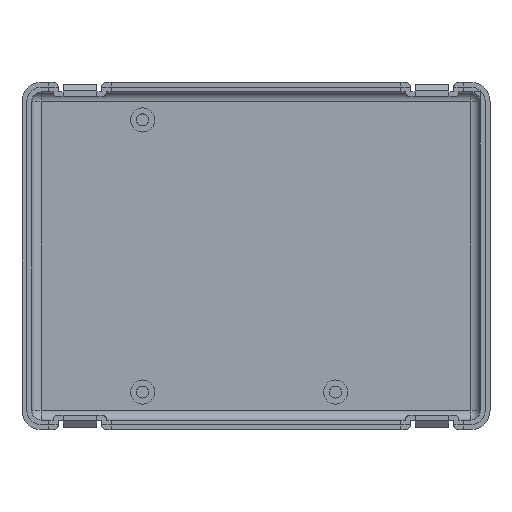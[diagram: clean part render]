
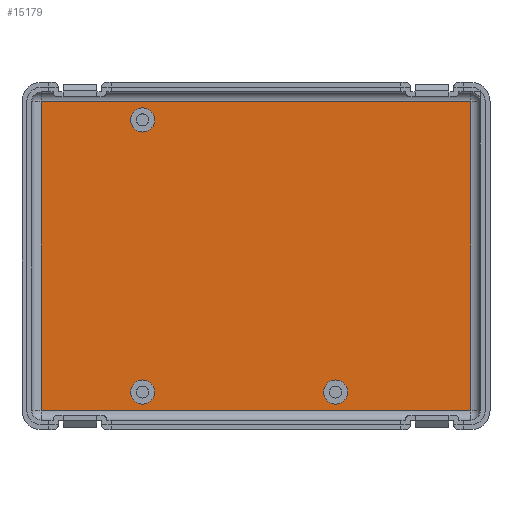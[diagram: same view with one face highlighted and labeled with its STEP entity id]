
A CAD part, top view. The second image highlights one B-rep face of the part: STEP entity #15179.
In plain terms, the highlighted planar face has unit normal (0, 0, 1).
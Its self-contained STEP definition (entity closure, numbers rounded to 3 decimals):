
#9589 = CYLINDRICAL_SURFACE('',#9590,2.);
#9590 = AXIS2_PLACEMENT_3D('',#9591,#9592,#9593);
#9591 = CARTESIAN_POINT('',(-46.5,32.,-3.6));
#9592 = DIRECTION('',(1.,0.,0.));
#9593 = DIRECTION('',(0.,1.,0.));
#10019 = CYLINDRICAL_SURFACE('',#10020,2.);
#10020 = AXIS2_PLACEMENT_3D('',#10021,#10022,#10023);
#10021 = CARTESIAN_POINT('',(-44.5,34.,-3.6));
#10022 = DIRECTION('',(0.,-1.,0.));
#10023 = DIRECTION('',(-1.,0.,0.));
#10130 = CYLINDRICAL_SURFACE('',#10131,2.);
#10131 = AXIS2_PLACEMENT_3D('',#10132,#10133,#10134);
#10132 = CARTESIAN_POINT('',(-46.5,-32.,-3.6));
#10133 = DIRECTION('',(1.,0.,0.));
#10134 = DIRECTION('',(0.,-1.,0.));
#12893 = VERTEX_POINT('',#12894);
#12894 = CARTESIAN_POINT('',(-44.5,32.,-5.6));
#12914 = EDGE_CURVE('',#12893,#12915,#12917,.T.);
#12915 = VERTEX_POINT('',#12916);
#12916 = CARTESIAN_POINT('',(44.5,32.,-5.6));
#12917 = SURFACE_CURVE('',#12918,(#12922,#12929),.PCURVE_S1.);
#12918 = LINE('',#12919,#12920);
#12919 = CARTESIAN_POINT('',(-46.5,32.,-5.6));
#12920 = VECTOR('',#12921,1.);
#12921 = DIRECTION('',(1.,0.,0.));
#12922 = PCURVE('',#9589,#12923);
#12923 = DEFINITIONAL_REPRESENTATION('',(#12924),#12928);
#12924 = LINE('',#12925,#12926);
#12925 = CARTESIAN_POINT('',(-1.571,0.));
#12926 = VECTOR('',#12927,1.);
#12927 = DIRECTION('',(-0.,1.));
#12928 = ( GEOMETRIC_REPRESENTATION_CONTEXT(2) 
PARAMETRIC_REPRESENTATION_CONTEXT() REPRESENTATION_CONTEXT('2D SPACE',''
  ) );
#12929 = PCURVE('',#12930,#12935);
#12930 = PLANE('',#12931);
#12931 = AXIS2_PLACEMENT_3D('',#12932,#12933,#12934);
#12932 = CARTESIAN_POINT('',(-46.5,34.,-5.6));
#12933 = DIRECTION('',(0.,0.,1.));
#12934 = DIRECTION('',(0.,-1.,0.));
#12935 = DEFINITIONAL_REPRESENTATION('',(#12936),#12940);
#12936 = LINE('',#12937,#12938);
#12937 = CARTESIAN_POINT('',(2.,0.));
#12938 = VECTOR('',#12939,1.);
#12939 = DIRECTION('',(0.,1.));
#12940 = ( GEOMETRIC_REPRESENTATION_CONTEXT(2) 
PARAMETRIC_REPRESENTATION_CONTEXT() REPRESENTATION_CONTEXT('2D SPACE',''
  ) );
#13055 = EDGE_CURVE('',#12893,#13056,#13058,.T.);
#13056 = VERTEX_POINT('',#13057);
#13057 = CARTESIAN_POINT('',(-44.5,-32.,-5.6));
#13058 = SURFACE_CURVE('',#13059,(#13063,#13070),.PCURVE_S1.);
#13059 = LINE('',#13060,#13061);
#13060 = CARTESIAN_POINT('',(-44.5,34.,-5.6));
#13061 = VECTOR('',#13062,1.);
#13062 = DIRECTION('',(0.,-1.,0.));
#13063 = PCURVE('',#10019,#13064);
#13064 = DEFINITIONAL_REPRESENTATION('',(#13065),#13069);
#13065 = LINE('',#13066,#13067);
#13066 = CARTESIAN_POINT('',(1.571,0.));
#13067 = VECTOR('',#13068,1.);
#13068 = DIRECTION('',(0.,1.));
#13069 = ( GEOMETRIC_REPRESENTATION_CONTEXT(2) 
PARAMETRIC_REPRESENTATION_CONTEXT() REPRESENTATION_CONTEXT('2D SPACE',''
  ) );
#13070 = PCURVE('',#12930,#13071);
#13071 = DEFINITIONAL_REPRESENTATION('',(#13072),#13076);
#13072 = LINE('',#13073,#13074);
#13073 = CARTESIAN_POINT('',(0.,2.));
#13074 = VECTOR('',#13075,1.);
#13075 = DIRECTION('',(1.,0.));
#13076 = ( GEOMETRIC_REPRESENTATION_CONTEXT(2) 
PARAMETRIC_REPRESENTATION_CONTEXT() REPRESENTATION_CONTEXT('2D SPACE',''
  ) );
#13128 = EDGE_CURVE('',#13056,#13129,#13131,.T.);
#13129 = VERTEX_POINT('',#13130);
#13130 = CARTESIAN_POINT('',(44.5,-32.,-5.6));
#13131 = SURFACE_CURVE('',#13132,(#13136,#13143),.PCURVE_S1.);
#13132 = LINE('',#13133,#13134);
#13133 = CARTESIAN_POINT('',(-46.5,-32.,-5.6));
#13134 = VECTOR('',#13135,1.);
#13135 = DIRECTION('',(1.,0.,0.));
#13136 = PCURVE('',#10130,#13137);
#13137 = DEFINITIONAL_REPRESENTATION('',(#13138),#13142);
#13138 = LINE('',#13139,#13140);
#13139 = CARTESIAN_POINT('',(1.571,0.));
#13140 = VECTOR('',#13141,1.);
#13141 = DIRECTION('',(0.,1.));
#13142 = ( GEOMETRIC_REPRESENTATION_CONTEXT(2) 
PARAMETRIC_REPRESENTATION_CONTEXT() REPRESENTATION_CONTEXT('2D SPACE',''
  ) );
#13143 = PCURVE('',#12930,#13144);
#13144 = DEFINITIONAL_REPRESENTATION('',(#13145),#13149);
#13145 = LINE('',#13146,#13147);
#13146 = CARTESIAN_POINT('',(66.,0.));
#13147 = VECTOR('',#13148,1.);
#13148 = DIRECTION('',(0.,1.));
#13149 = ( GEOMETRIC_REPRESENTATION_CONTEXT(2) 
PARAMETRIC_REPRESENTATION_CONTEXT() REPRESENTATION_CONTEXT('2D SPACE',''
  ) );
#15147 = CYLINDRICAL_SURFACE('',#15148,2.);
#15148 = AXIS2_PLACEMENT_3D('',#15149,#15150,#15151);
#15149 = CARTESIAN_POINT('',(44.5,34.,-3.6));
#15150 = DIRECTION('',(0.,-1.,0.));
#15151 = DIRECTION('',(1.,0.,0.));
#15179 = ADVANCED_FACE('',(#15180,#15206,#15237,#15268),#12930,.T.);
#15180 = FACE_BOUND('',#15181,.T.);
#15181 = EDGE_LOOP('',(#15182,#15183,#15184,#15185));
#15182 = ORIENTED_EDGE('',*,*,#12914,.F.);
#15183 = ORIENTED_EDGE('',*,*,#13055,.T.);
#15184 = ORIENTED_EDGE('',*,*,#13128,.T.);
#15185 = ORIENTED_EDGE('',*,*,#15186,.F.);
#15186 = EDGE_CURVE('',#12915,#13129,#15187,.T.);
#15187 = SURFACE_CURVE('',#15188,(#15192,#15199),.PCURVE_S1.);
#15188 = LINE('',#15189,#15190);
#15189 = CARTESIAN_POINT('',(44.5,34.,-5.6));
#15190 = VECTOR('',#15191,1.);
#15191 = DIRECTION('',(0.,-1.,0.));
#15192 = PCURVE('',#12930,#15193);
#15193 = DEFINITIONAL_REPRESENTATION('',(#15194),#15198);
#15194 = LINE('',#15195,#15196);
#15195 = CARTESIAN_POINT('',(0.,91.));
#15196 = VECTOR('',#15197,1.);
#15197 = DIRECTION('',(1.,0.));
#15198 = ( GEOMETRIC_REPRESENTATION_CONTEXT(2) 
PARAMETRIC_REPRESENTATION_CONTEXT() REPRESENTATION_CONTEXT('2D SPACE',''
  ) );
#15199 = PCURVE('',#15147,#15200);
#15200 = DEFINITIONAL_REPRESENTATION('',(#15201),#15205);
#15201 = LINE('',#15202,#15203);
#15202 = CARTESIAN_POINT('',(-1.571,0.));
#15203 = VECTOR('',#15204,1.);
#15204 = DIRECTION('',(-0.,1.));
#15205 = ( GEOMETRIC_REPRESENTATION_CONTEXT(2) 
PARAMETRIC_REPRESENTATION_CONTEXT() REPRESENTATION_CONTEXT('2D SPACE',''
  ) );
#15206 = FACE_BOUND('',#15207,.T.);
#15207 = EDGE_LOOP('',(#15208));
#15208 = ORIENTED_EDGE('',*,*,#15209,.F.);
#15209 = EDGE_CURVE('',#15210,#15210,#15212,.T.);
#15210 = VERTEX_POINT('',#15211);
#15211 = CARTESIAN_POINT('',(-23.5,25.7,-5.6));
#15212 = SURFACE_CURVE('',#15213,(#15218,#15225),.PCURVE_S1.);
#15213 = CIRCLE('',#15214,2.5);
#15214 = AXIS2_PLACEMENT_3D('',#15215,#15216,#15217);
#15215 = CARTESIAN_POINT('',(-23.5,28.2,-5.6));
#15216 = DIRECTION('',(0.,0.,1.));
#15217 = DIRECTION('',(0.,-1.,0.));
#15218 = PCURVE('',#12930,#15219);
#15219 = DEFINITIONAL_REPRESENTATION('',(#15220),#15224);
#15220 = CIRCLE('',#15221,2.5);
#15221 = AXIS2_PLACEMENT_2D('',#15222,#15223);
#15222 = CARTESIAN_POINT('',(5.8,23.));
#15223 = DIRECTION('',(1.,0.));
#15224 = ( GEOMETRIC_REPRESENTATION_CONTEXT(2) 
PARAMETRIC_REPRESENTATION_CONTEXT() REPRESENTATION_CONTEXT('2D SPACE',''
  ) );
#15225 = PCURVE('',#15226,#15231);
#15226 = CYLINDRICAL_SURFACE('',#15227,2.5);
#15227 = AXIS2_PLACEMENT_3D('',#15228,#15229,#15230);
#15228 = CARTESIAN_POINT('',(-23.5,28.2,-5.6));
#15229 = DIRECTION('',(0.,0.,1.));
#15230 = DIRECTION('',(0.,-1.,0.));
#15231 = DEFINITIONAL_REPRESENTATION('',(#15232),#15236);
#15232 = LINE('',#15233,#15234);
#15233 = CARTESIAN_POINT('',(0.,0.));
#15234 = VECTOR('',#15235,1.);
#15235 = DIRECTION('',(1.,0.));
#15236 = ( GEOMETRIC_REPRESENTATION_CONTEXT(2) 
PARAMETRIC_REPRESENTATION_CONTEXT() REPRESENTATION_CONTEXT('2D SPACE',''
  ) );
#15237 = FACE_BOUND('',#15238,.T.);
#15238 = EDGE_LOOP('',(#15239));
#15239 = ORIENTED_EDGE('',*,*,#15240,.F.);
#15240 = EDGE_CURVE('',#15241,#15241,#15243,.T.);
#15241 = VERTEX_POINT('',#15242);
#15242 = CARTESIAN_POINT('',(-23.5,-30.7,-5.6));
#15243 = SURFACE_CURVE('',#15244,(#15249,#15256),.PCURVE_S1.);
#15244 = CIRCLE('',#15245,2.5);
#15245 = AXIS2_PLACEMENT_3D('',#15246,#15247,#15248);
#15246 = CARTESIAN_POINT('',(-23.5,-28.2,-5.6));
#15247 = DIRECTION('',(0.,0.,1.));
#15248 = DIRECTION('',(0.,-1.,0.));
#15249 = PCURVE('',#12930,#15250);
#15250 = DEFINITIONAL_REPRESENTATION('',(#15251),#15255);
#15251 = CIRCLE('',#15252,2.5);
#15252 = AXIS2_PLACEMENT_2D('',#15253,#15254);
#15253 = CARTESIAN_POINT('',(62.2,23.));
#15254 = DIRECTION('',(1.,0.));
#15255 = ( GEOMETRIC_REPRESENTATION_CONTEXT(2) 
PARAMETRIC_REPRESENTATION_CONTEXT() REPRESENTATION_CONTEXT('2D SPACE',''
  ) );
#15256 = PCURVE('',#15257,#15262);
#15257 = CYLINDRICAL_SURFACE('',#15258,2.5);
#15258 = AXIS2_PLACEMENT_3D('',#15259,#15260,#15261);
#15259 = CARTESIAN_POINT('',(-23.5,-28.2,-5.6));
#15260 = DIRECTION('',(0.,0.,1.));
#15261 = DIRECTION('',(0.,-1.,0.));
#15262 = DEFINITIONAL_REPRESENTATION('',(#15263),#15267);
#15263 = LINE('',#15264,#15265);
#15264 = CARTESIAN_POINT('',(0.,0.));
#15265 = VECTOR('',#15266,1.);
#15266 = DIRECTION('',(1.,0.));
#15267 = ( GEOMETRIC_REPRESENTATION_CONTEXT(2) 
PARAMETRIC_REPRESENTATION_CONTEXT() REPRESENTATION_CONTEXT('2D SPACE',''
  ) );
#15268 = FACE_BOUND('',#15269,.T.);
#15269 = EDGE_LOOP('',(#15270));
#15270 = ORIENTED_EDGE('',*,*,#15271,.F.);
#15271 = EDGE_CURVE('',#15272,#15272,#15274,.T.);
#15272 = VERTEX_POINT('',#15273);
#15273 = CARTESIAN_POINT('',(16.5,-30.7,-5.6));
#15274 = SURFACE_CURVE('',#15275,(#15280,#15287),.PCURVE_S1.);
#15275 = CIRCLE('',#15276,2.5);
#15276 = AXIS2_PLACEMENT_3D('',#15277,#15278,#15279);
#15277 = CARTESIAN_POINT('',(16.5,-28.2,-5.6));
#15278 = DIRECTION('',(0.,0.,1.));
#15279 = DIRECTION('',(0.,-1.,0.));
#15280 = PCURVE('',#12930,#15281);
#15281 = DEFINITIONAL_REPRESENTATION('',(#15282),#15286);
#15282 = CIRCLE('',#15283,2.5);
#15283 = AXIS2_PLACEMENT_2D('',#15284,#15285);
#15284 = CARTESIAN_POINT('',(62.2,63.));
#15285 = DIRECTION('',(1.,0.));
#15286 = ( GEOMETRIC_REPRESENTATION_CONTEXT(2) 
PARAMETRIC_REPRESENTATION_CONTEXT() REPRESENTATION_CONTEXT('2D SPACE',''
  ) );
#15287 = PCURVE('',#15288,#15293);
#15288 = CYLINDRICAL_SURFACE('',#15289,2.5);
#15289 = AXIS2_PLACEMENT_3D('',#15290,#15291,#15292);
#15290 = CARTESIAN_POINT('',(16.5,-28.2,-5.6));
#15291 = DIRECTION('',(0.,0.,1.));
#15292 = DIRECTION('',(0.,-1.,0.));
#15293 = DEFINITIONAL_REPRESENTATION('',(#15294),#15298);
#15294 = LINE('',#15295,#15296);
#15295 = CARTESIAN_POINT('',(0.,0.));
#15296 = VECTOR('',#15297,1.);
#15297 = DIRECTION('',(1.,0.));
#15298 = ( GEOMETRIC_REPRESENTATION_CONTEXT(2) 
PARAMETRIC_REPRESENTATION_CONTEXT() REPRESENTATION_CONTEXT('2D SPACE',''
  ) );
